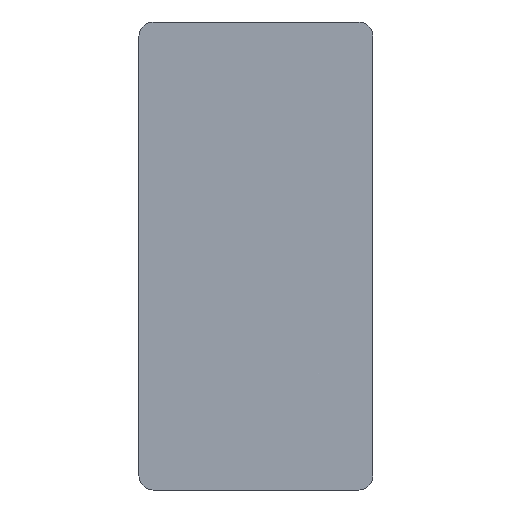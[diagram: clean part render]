
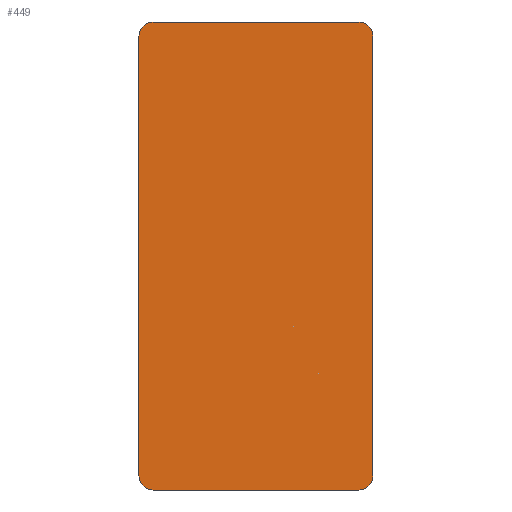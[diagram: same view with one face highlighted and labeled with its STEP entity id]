
A CAD part, front view. The second image highlights one B-rep face of the part: STEP entity #449.
In plain terms, the highlighted planar face has unit normal (0, -1, 0).
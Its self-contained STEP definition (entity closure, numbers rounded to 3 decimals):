
#12 = DIRECTION ( 'NONE',  ( 0., 0., -1. ) ) ;
#31 = VECTOR ( 'NONE', #88, 1000. ) ;
#66 = DIRECTION ( 'NONE',  ( 0., 0., -1. ) ) ;
#88 = DIRECTION ( 'NONE',  ( 1., 0., 0. ) ) ;
#89 = EDGE_CURVE ( 'NONE', #1465, #344, #1145, .T. ) ;
#97 = FACE_OUTER_BOUND ( 'NONE', #1119, .T. ) ;
#99 = ORIENTED_EDGE ( 'NONE', *, *, #627, .T. ) ;
#127 = CIRCLE ( 'NONE', #370, 3. ) ;
#182 = CARTESIAN_POINT ( 'NONE',  ( 37., 0., 20. ) ) ;
#225 = VECTOR ( 'NONE', #12, 1000. ) ;
#244 = CARTESIAN_POINT ( 'NONE',  ( 40., 0., -77. ) ) ;
#278 = DIRECTION ( 'NONE',  ( -1., 0., 0. ) ) ;
#279 = VERTEX_POINT ( 'NONE', #1165 ) ;
#305 = DIRECTION ( 'NONE',  ( 0., 0., 1. ) ) ;
#315 = EDGE_CURVE ( 'NONE', #1278, #742, #981, .T. ) ;
#317 = AXIS2_PLACEMENT_3D ( 'NONE', #409, #866, #66 ) ;
#322 = AXIS2_PLACEMENT_3D ( 'NONE', #1303, #1419, #1088 ) ;
#344 = VERTEX_POINT ( 'NONE', #182 ) ;
#370 = AXIS2_PLACEMENT_3D ( 'NONE', #491, #938, #1415 ) ;
#376 = EDGE_CURVE ( 'NONE', #1084, #548, #1196, .T. ) ;
#401 = EDGE_CURVE ( 'NONE', #279, #742, #976, .T. ) ;
#409 = CARTESIAN_POINT ( 'NONE',  ( -7., 0., 17. ) ) ;
#430 = CARTESIAN_POINT ( 'NONE',  ( -10., 0., -77. ) ) ;
#449 = ADVANCED_FACE ( 'NONE', ( #97 ), #1238, .T. ) ;
#468 = VECTOR ( 'NONE', #305, 1000. ) ;
#488 = AXIS2_PLACEMENT_3D ( 'NONE', #922, #929, #1391 ) ;
#491 = CARTESIAN_POINT ( 'NONE',  ( -7., 0., -77. ) ) ;
#528 = ORIENTED_EDGE ( 'NONE', *, *, #401, .T. ) ;
#548 = VERTEX_POINT ( 'NONE', #1396 ) ;
#571 = CARTESIAN_POINT ( 'NONE',  ( -10., 0., 20. ) ) ;
#600 = LINE ( 'NONE', #1174, #225 ) ;
#627 = EDGE_CURVE ( 'NONE', #1278, #548, #127, .T. ) ;
#652 = CARTESIAN_POINT ( 'NONE',  ( -10., 0., -80. ) ) ;
#685 = VECTOR ( 'NONE', #278, 1000. ) ;
#692 = DIRECTION ( 'NONE',  ( 0., 0., -1. ) ) ;
#742 = VERTEX_POINT ( 'NONE', #1453 ) ;
#845 = ORIENTED_EDGE ( 'NONE', *, *, #89, .T. ) ;
#866 = DIRECTION ( 'NONE',  ( 0., -1., 0. ) ) ;
#870 = CARTESIAN_POINT ( 'NONE',  ( 37., 0., -80. ) ) ;
#919 = ORIENTED_EDGE ( 'NONE', *, *, #1102, .T. ) ;
#922 = CARTESIAN_POINT ( 'NONE',  ( 37., 0., 17. ) ) ;
#929 = DIRECTION ( 'NONE',  ( 0., -1., 0. ) ) ;
#938 = DIRECTION ( 'NONE',  ( 0., -1., 0. ) ) ;
#963 = ORIENTED_EDGE ( 'NONE', *, *, #376, .F. ) ;
#976 = CIRCLE ( 'NONE', #317, 3. ) ;
#981 = LINE ( 'NONE', #652, #468 ) ;
#988 = EDGE_CURVE ( 'NONE', #1465, #1006, #600, .T. ) ;
#1006 = VERTEX_POINT ( 'NONE', #244 ) ;
#1008 = ORIENTED_EDGE ( 'NONE', *, *, #988, .F. ) ;
#1031 = CIRCLE ( 'NONE', #322, 3. ) ;
#1033 = CARTESIAN_POINT ( 'NONE',  ( 40., 0., 17. ) ) ;
#1084 = VERTEX_POINT ( 'NONE', #870 ) ;
#1088 = DIRECTION ( 'NONE',  ( 0., 0., -1. ) ) ;
#1102 = EDGE_CURVE ( 'NONE', #1084, #1006, #1031, .T. ) ;
#1119 = EDGE_LOOP ( 'NONE', ( #1155, #99, #963, #919, #1008, #845, #1424, #528 ) ) ;
#1145 = CIRCLE ( 'NONE', #488, 3. ) ;
#1155 = ORIENTED_EDGE ( 'NONE', *, *, #315, .F. ) ;
#1165 = CARTESIAN_POINT ( 'NONE',  ( -7., 0., 20. ) ) ;
#1174 = CARTESIAN_POINT ( 'NONE',  ( 40., 0., 0. ) ) ;
#1196 = LINE ( 'NONE', #1447, #685 ) ;
#1238 = PLANE ( 'NONE',  #1288 ) ;
#1249 = DIRECTION ( 'NONE',  ( 0., -1., 0. ) ) ;
#1260 = LINE ( 'NONE', #571, #31 ) ;
#1278 = VERTEX_POINT ( 'NONE', #430 ) ;
#1288 = AXIS2_PLACEMENT_3D ( 'NONE', #1488, #1249, #692 ) ;
#1303 = CARTESIAN_POINT ( 'NONE',  ( 37., 0., -77. ) ) ;
#1339 = EDGE_CURVE ( 'NONE', #279, #344, #1260, .T. ) ;
#1391 = DIRECTION ( 'NONE',  ( 0., 0., -1. ) ) ;
#1396 = CARTESIAN_POINT ( 'NONE',  ( -7., 0., -80. ) ) ;
#1415 = DIRECTION ( 'NONE',  ( 0., 0., -1. ) ) ;
#1419 = DIRECTION ( 'NONE',  ( 0., -1., 0. ) ) ;
#1424 = ORIENTED_EDGE ( 'NONE', *, *, #1339, .F. ) ;
#1447 = CARTESIAN_POINT ( 'NONE',  ( 0., 0., -80. ) ) ;
#1453 = CARTESIAN_POINT ( 'NONE',  ( -10., 0., 17. ) ) ;
#1465 = VERTEX_POINT ( 'NONE', #1033 ) ;
#1488 = CARTESIAN_POINT ( 'NONE',  ( 0., 0., 0. ) ) ;
